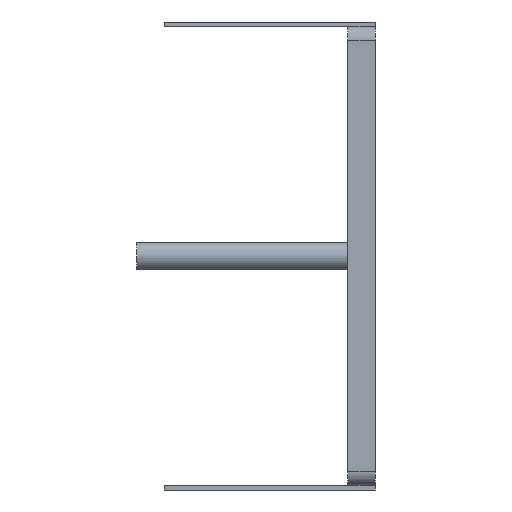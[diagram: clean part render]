
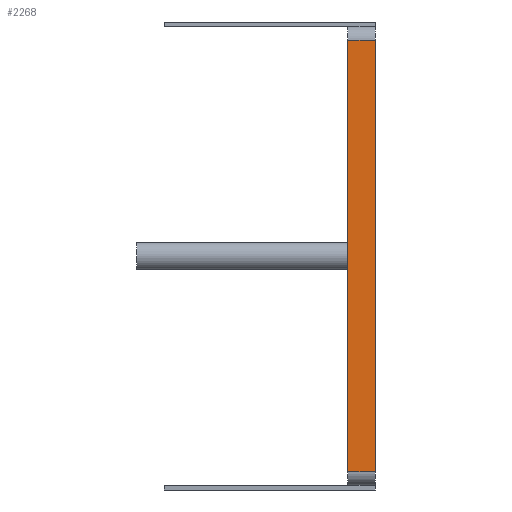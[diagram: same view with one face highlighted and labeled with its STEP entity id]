
A CAD part, left-side view. The second image highlights one B-rep face of the part: STEP entity #2268.
In plain terms, the highlighted planar face has unit normal (-1, 0, 0).
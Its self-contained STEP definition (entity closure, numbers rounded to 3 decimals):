
#56 = VERTEX_POINT ( 'NONE', #288 ) ;
#260 = CARTESIAN_POINT ( 'NONE',  ( -375., 30., -235. ) ) ;
#274 = ORIENTED_EDGE ( 'NONE', *, *, #326, .T. ) ;
#288 = CARTESIAN_POINT ( 'NONE',  ( -375., 0., 235. ) ) ;
#326 = EDGE_CURVE ( 'NONE', #1025, #1522, #1297, .T. ) ;
#331 = VECTOR ( 'NONE', #1984, 1000. ) ;
#389 = AXIS2_PLACEMENT_3D ( 'NONE', #1759, #2396, #700 ) ;
#404 = EDGE_CURVE ( 'NONE', #56, #1964, #989, .T. ) ;
#427 = ORIENTED_EDGE ( 'NONE', *, *, #2227, .T. ) ;
#493 = EDGE_LOOP ( 'NONE', ( #1397, #274, #427, #1542 ) ) ;
#503 = DIRECTION ( 'NONE',  ( 0., 0., 1. ) ) ;
#693 = DIRECTION ( 'NONE',  ( 0., 0., 1. ) ) ;
#700 = DIRECTION ( 'NONE',  ( 0., 0., -1. ) ) ;
#721 = DIRECTION ( 'NONE',  ( 0., 1., 0. ) ) ;
#924 = LINE ( 'NONE', #1338, #2544 ) ;
#989 = LINE ( 'NONE', #2243, #1891 ) ;
#1025 = VERTEX_POINT ( 'NONE', #1869 ) ;
#1074 = EDGE_CURVE ( 'NONE', #1025, #1964, #1930, .T. ) ;
#1097 = CARTESIAN_POINT ( 'NONE',  ( -375., 30., -250. ) ) ;
#1117 = FACE_OUTER_BOUND ( 'NONE', #493, .T. ) ;
#1223 = VECTOR ( 'NONE', #693, 1000. ) ;
#1297 = LINE ( 'NONE', #260, #331 ) ;
#1338 = CARTESIAN_POINT ( 'NONE',  ( -375., 0., -250. ) ) ;
#1397 = ORIENTED_EDGE ( 'NONE', *, *, #1074, .F. ) ;
#1431 = CARTESIAN_POINT ( 'NONE',  ( -375., 30., 235. ) ) ;
#1522 = VERTEX_POINT ( 'NONE', #1749 ) ;
#1542 = ORIENTED_EDGE ( 'NONE', *, *, #404, .T. ) ;
#1749 = CARTESIAN_POINT ( 'NONE',  ( -375., 0., -235. ) ) ;
#1759 = CARTESIAN_POINT ( 'NONE',  ( -375., 30., -250. ) ) ;
#1869 = CARTESIAN_POINT ( 'NONE',  ( -375., 30., -235. ) ) ;
#1891 = VECTOR ( 'NONE', #721, 1000. ) ;
#1930 = LINE ( 'NONE', #1097, #1223 ) ;
#1964 = VERTEX_POINT ( 'NONE', #1431 ) ;
#1984 = DIRECTION ( 'NONE',  ( 0., -1., 0. ) ) ;
#2219 = PLANE ( 'NONE',  #389 ) ;
#2227 = EDGE_CURVE ( 'NONE', #1522, #56, #924, .T. ) ;
#2243 = CARTESIAN_POINT ( 'NONE',  ( -375., 30., 235. ) ) ;
#2268 = ADVANCED_FACE ( 'NONE', ( #1117 ), #2219, .F. ) ;
#2396 = DIRECTION ( 'NONE',  ( 1., 0., 0. ) ) ;
#2544 = VECTOR ( 'NONE', #503, 1000. ) ;
